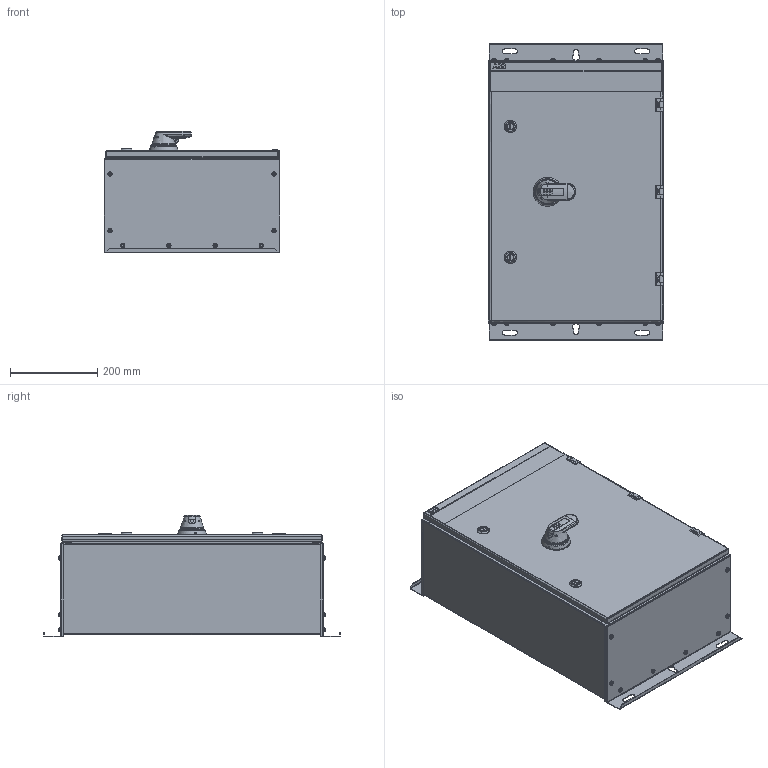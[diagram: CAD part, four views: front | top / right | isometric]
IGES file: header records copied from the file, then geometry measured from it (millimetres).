
Global section: file name: OT200KLUU3BZ.igs; preprocessor: I-DEAS 3D IGES Translator 15; date: 20141229.122240; units: millimetre
Bounding box: 403.5 x 680 x 279.58 mm (x, y, z)
Surface area: 2233443.6 mm2 (no closed solid volume)
Topology: 0 solids, 0 shells, 2008 faces, 12525 edges, 12077 vertices
Faces by surface type: bspline 2008
